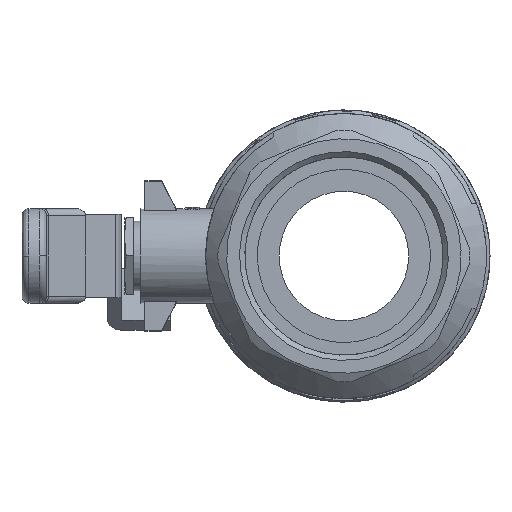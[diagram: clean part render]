
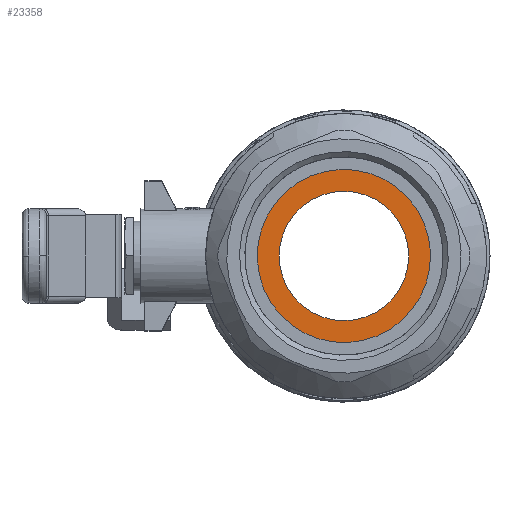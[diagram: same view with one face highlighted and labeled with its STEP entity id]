
A CAD part, left-side view. The second image highlights one B-rep face of the part: STEP entity #23358.
In plain terms, the highlighted face is planar.
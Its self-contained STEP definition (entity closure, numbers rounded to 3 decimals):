
#1131=PLANE('',#26895);
#12239=ORIENTED_EDGE('',*,*,#16126,.T.);
#12240=ORIENTED_EDGE('',*,*,#16122,.F.);
#16122=EDGE_CURVE('',#18610,#18610,#19106,.F.);
#16126=EDGE_CURVE('',#18614,#18614,#19110,.T.);
#18610=VERTEX_POINT('',#45097);
#18614=VERTEX_POINT('',#45108);
#19106=CIRCLE('',#26889,18.5);
#19110=CIRCLE('',#26896,31.);
#20461=EDGE_LOOP('',(#12239));
#20462=EDGE_LOOP('',(#12240));
#21891=FACE_BOUND('',#20461,.T.);
#21892=FACE_BOUND('',#20462,.T.);
#23358=ADVANCED_FACE('',(#21891,#21892),#1131,.F.);
#26889=AXIS2_PLACEMENT_3D('',#45096,#34490,#34491);
#26895=AXIS2_PLACEMENT_3D('',#45106,#34502,#34503);
#26896=AXIS2_PLACEMENT_3D('',#45107,#34504,#34505);
#34490=DIRECTION('',(0.,1.,0.));
#34491=DIRECTION('',(0.,0.,1.));
#34502=DIRECTION('',(0.,1.,0.));
#34503=DIRECTION('',(0.,0.,1.));
#34504=DIRECTION('',(0.,-1.,0.));
#34505=DIRECTION('',(0.,0.,-1.));
#45096=CARTESIAN_POINT('',(0.,11.4,0.));
#45097=CARTESIAN_POINT('',(0.,11.4,18.5));
#45106=CARTESIAN_POINT('',(0.,11.4,0.));
#45107=CARTESIAN_POINT('',(0.,11.4,0.));
#45108=CARTESIAN_POINT('',(0.,11.4,-31.));
